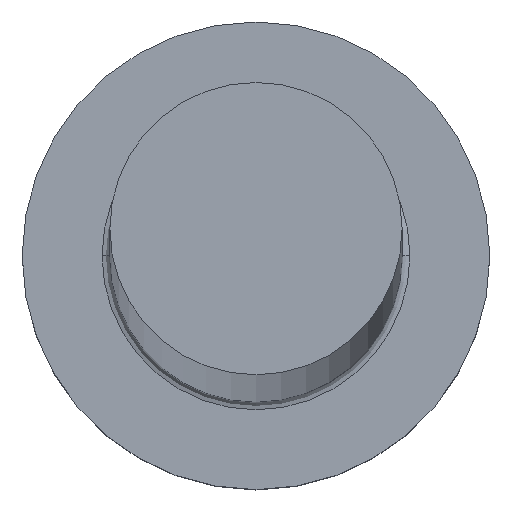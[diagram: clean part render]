
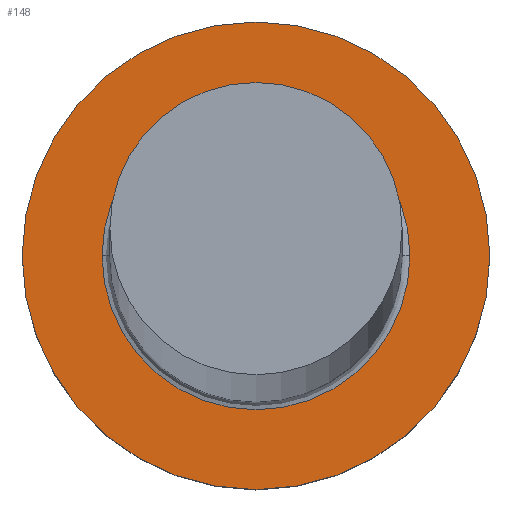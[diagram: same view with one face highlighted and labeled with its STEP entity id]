
A CAD part, top view. The second image highlights one B-rep face of the part: STEP entity #148.
In plain terms, the highlighted planar face has unit normal (0, 0, 1).
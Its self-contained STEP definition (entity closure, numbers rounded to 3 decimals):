
#1 = DIRECTION ( 'NONE',  ( 0., 0., -1. ) ) ;
#8 = CIRCLE ( 'NONE', #183, 6. ) ;
#13 = CARTESIAN_POINT ( 'NONE',  ( 3.95, 0., 5. ) ) ;
#15 = EDGE_CURVE ( 'NONE', #18, #30, #272, .T. ) ;
#18 = VERTEX_POINT ( 'NONE', #260 ) ;
#20 = DIRECTION ( 'NONE',  ( 0., 0., 1. ) ) ;
#25 = CARTESIAN_POINT ( 'NONE',  ( 6., 0., 5. ) ) ;
#26 = DIRECTION ( 'NONE',  ( 1., 0., 0. ) ) ;
#30 = VERTEX_POINT ( 'NONE', #13 ) ;
#40 = PLANE ( 'NONE',  #131 ) ;
#47 = CARTESIAN_POINT ( 'NONE',  ( 0., 0., 5. ) ) ;
#49 = DIRECTION ( 'NONE',  ( 1., 0., 0. ) ) ;
#52 = CARTESIAN_POINT ( 'NONE',  ( 0., 0., 5. ) ) ;
#71 = AXIS2_PLACEMENT_3D ( 'NONE', #182, #118, #232 ) ;
#81 = ORIENTED_EDGE ( 'NONE', *, *, #15, .T. ) ;
#95 = FACE_OUTER_BOUND ( 'NONE', #293, .T. ) ;
#99 = CARTESIAN_POINT ( 'NONE',  ( -6., 0., 5. ) ) ;
#118 = DIRECTION ( 'NONE',  ( 0., 0., -1. ) ) ;
#131 = AXIS2_PLACEMENT_3D ( 'NONE', #138, #20, #213 ) ;
#138 = CARTESIAN_POINT ( 'NONE',  ( 0., 0., 5. ) ) ;
#148 = ADVANCED_FACE ( 'NONE', ( #303, #95 ), #40, .T. ) ;
#151 = ORIENTED_EDGE ( 'NONE', *, *, #195, .T. ) ;
#153 = ORIENTED_EDGE ( 'NONE', *, *, #215, .T. ) ;
#156 = AXIS2_PLACEMENT_3D ( 'NONE', #47, #1, #49 ) ;
#170 = DIRECTION ( 'NONE',  ( 0., 0., 1. ) ) ;
#176 = CIRCLE ( 'NONE', #156, 3.95 ) ;
#182 = CARTESIAN_POINT ( 'NONE',  ( 0., 0., 5. ) ) ;
#183 = AXIS2_PLACEMENT_3D ( 'NONE', #52, #262, #286 ) ;
#195 = EDGE_CURVE ( 'NONE', #229, #248, #270, .T. ) ;
#213 = DIRECTION ( 'NONE',  ( 1., 0., 0. ) ) ;
#215 = EDGE_CURVE ( 'NONE', #30, #18, #176, .T. ) ;
#229 = VERTEX_POINT ( 'NONE', #99 ) ;
#231 = ORIENTED_EDGE ( 'NONE', *, *, #250, .T. ) ;
#232 = DIRECTION ( 'NONE',  ( 1., 0., 0. ) ) ;
#248 = VERTEX_POINT ( 'NONE', #25 ) ;
#250 = EDGE_CURVE ( 'NONE', #248, #229, #8, .T. ) ;
#260 = CARTESIAN_POINT ( 'NONE',  ( -3.95, 0., 5. ) ) ;
#262 = DIRECTION ( 'NONE',  ( 0., 0., 1. ) ) ;
#270 = CIRCLE ( 'NONE', #274, 6. ) ;
#272 = CIRCLE ( 'NONE', #71, 3.95 ) ;
#274 = AXIS2_PLACEMENT_3D ( 'NONE', #285, #170, #26 ) ;
#285 = CARTESIAN_POINT ( 'NONE',  ( 0., 0., 5. ) ) ;
#286 = DIRECTION ( 'NONE',  ( 1., 0., 0. ) ) ;
#293 = EDGE_LOOP ( 'NONE', ( #151, #231 ) ) ;
#294 = EDGE_LOOP ( 'NONE', ( #153, #81 ) ) ;
#303 = FACE_BOUND ( 'NONE', #294, .T. ) ;
